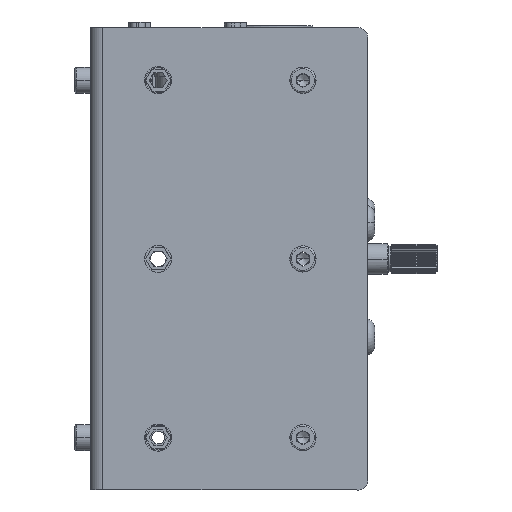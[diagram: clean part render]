
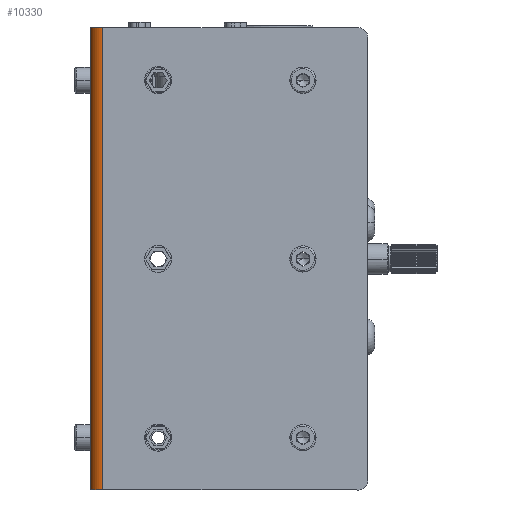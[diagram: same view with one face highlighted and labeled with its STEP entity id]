
A CAD part, front view. The second image highlights one B-rep face of the part: STEP entity #10330.
In plain terms, the highlighted cylindrical face has radius 4 mm (diameter 8 mm), a partial arc.
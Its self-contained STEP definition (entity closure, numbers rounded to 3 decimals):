
#116 = VECTOR ( 'NONE', #44897, 1000. ) ;
#2227 = AXIS2_PLACEMENT_3D ( 'NONE', #54343, #30554, #12477 ) ;
#3703 = VECTOR ( 'NONE', #55474, 1000. ) ;
#6808 = LINE ( 'NONE', #49659, #116 ) ;
#8096 = EDGE_CURVE ( 'NONE', #27266, #41303, #58045, .T. ) ;
#9967 = CARTESIAN_POINT ( 'NONE',  ( -68.781, -113.041, 77.941 ) ) ;
#10330 = ADVANCED_FACE ( 'NONE', ( #49062 ), #20907, .T. ) ;
#10501 = ORIENTED_EDGE ( 'NONE', *, *, #31323, .F. ) ;
#10974 = DIRECTION ( 'NONE',  ( 0., -1., 0. ) ) ;
#11283 = DIRECTION ( 'NONE',  ( 0., 0., -1. ) ) ;
#12477 = DIRECTION ( 'NONE',  ( 1., 0., 0. ) ) ;
#12725 = LINE ( 'NONE', #32024, #3703 ) ;
#14816 = EDGE_LOOP ( 'NONE', ( #10501, #60624, #55379, #15646 ) ) ;
#15646 = ORIENTED_EDGE ( 'NONE', *, *, #8096, .F. ) ;
#16042 = DIRECTION ( 'NONE',  ( 1., 0., 0. ) ) ;
#19537 = EDGE_CURVE ( 'NONE', #23011, #41303, #6808, .T. ) ;
#20907 = CYLINDRICAL_SURFACE ( 'NONE', #36350, 4. ) ;
#23011 = VERTEX_POINT ( 'NONE', #36534 ) ;
#23808 = EDGE_CURVE ( 'NONE', #23011, #42484, #30123, .T. ) ;
#27266 = VERTEX_POINT ( 'NONE', #9967 ) ;
#30033 = CARTESIAN_POINT ( 'NONE',  ( -68.781, -113.041, -72.059 ) ) ;
#30123 = CIRCLE ( 'NONE', #2227, 4. ) ;
#30554 = DIRECTION ( 'NONE',  ( 0., 0., -1. ) ) ;
#31264 = CARTESIAN_POINT ( 'NONE',  ( -64.781, -113.041, 77.941 ) ) ;
#31323 = EDGE_CURVE ( 'NONE', #42484, #27266, #12725, .T. ) ;
#32024 = CARTESIAN_POINT ( 'NONE',  ( -68.781, -113.041, -72.059 ) ) ;
#32085 = AXIS2_PLACEMENT_3D ( 'NONE', #31264, #39744, #16042 ) ;
#36350 = AXIS2_PLACEMENT_3D ( 'NONE', #59055, #11283, #10974 ) ;
#36534 = CARTESIAN_POINT ( 'NONE',  ( -64.781, -117.041, -72.059 ) ) ;
#39744 = DIRECTION ( 'NONE',  ( 0., 0., 1. ) ) ;
#41303 = VERTEX_POINT ( 'NONE', #42305 ) ;
#42305 = CARTESIAN_POINT ( 'NONE',  ( -64.781, -117.041, 77.941 ) ) ;
#42484 = VERTEX_POINT ( 'NONE', #30033 ) ;
#44897 = DIRECTION ( 'NONE',  ( 0., 0., 1. ) ) ;
#49062 = FACE_OUTER_BOUND ( 'NONE', #14816, .T. ) ;
#49659 = CARTESIAN_POINT ( 'NONE',  ( -64.781, -117.041, 77.941 ) ) ;
#54343 = CARTESIAN_POINT ( 'NONE',  ( -64.781, -113.041, -72.059 ) ) ;
#55379 = ORIENTED_EDGE ( 'NONE', *, *, #19537, .T. ) ;
#55474 = DIRECTION ( 'NONE',  ( 0., 0., 1. ) ) ;
#58045 = CIRCLE ( 'NONE', #32085, 4. ) ;
#59055 = CARTESIAN_POINT ( 'NONE',  ( -64.781, -113.041, -72.059 ) ) ;
#60624 = ORIENTED_EDGE ( 'NONE', *, *, #23808, .F. ) ;
